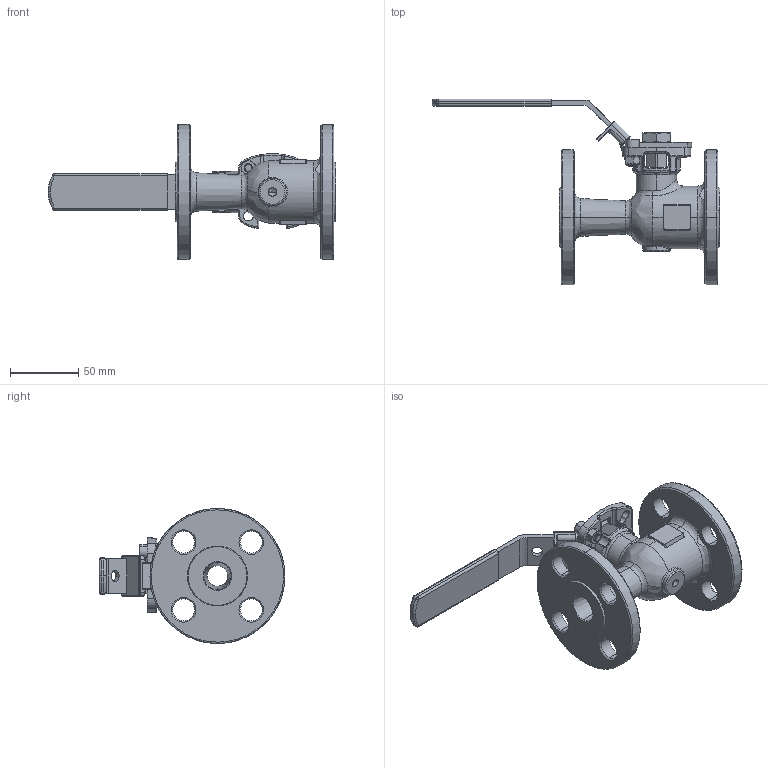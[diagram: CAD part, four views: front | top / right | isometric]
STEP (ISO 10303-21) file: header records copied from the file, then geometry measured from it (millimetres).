
FILE_DESCRIPTION (( 'STEP AP214' ), '1' );
FILE_NAME ('F91-F1-0075-XXX.step', '2019-09-20T11:01:35', ( '' ), ( '' ), 'SwSTEP 2.0', 'SolidWorks 2019', '' );
FILE_SCHEMA (( 'AUTOMOTIVE_DESIGN' ));
Length unit declared in the file: inch
Products named in the file (2): F91-F1-0075-XXX
Bounding box: 210.09 x 135.79 x 98.6 mm (x, y, z)
Surface area: 74154.6 mm2 (no closed solid volume)
Topology: 0 solids, 9 shells, 425 faces, 1146 edges, 709 vertices
Faces by surface type: cylinder 151, plane 111, bspline 92, cone 61, torus 6, sphere 4
Entity records: 44239 total; most frequent: CARTESIAN_POINT 28692, ORIENTED_EDGE 2102, DIRECTION 1991, EDGE_CURVE 1134, AXIS2_PLACEMENT_3D 776, VERTEX_POINT 709, EDGE_LOOP 470, CIRCLE 441
